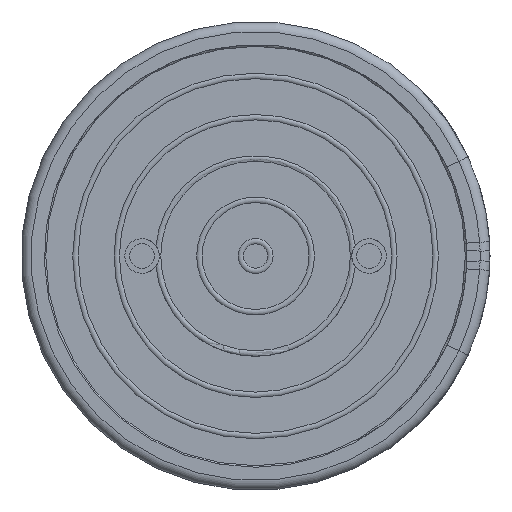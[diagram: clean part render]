
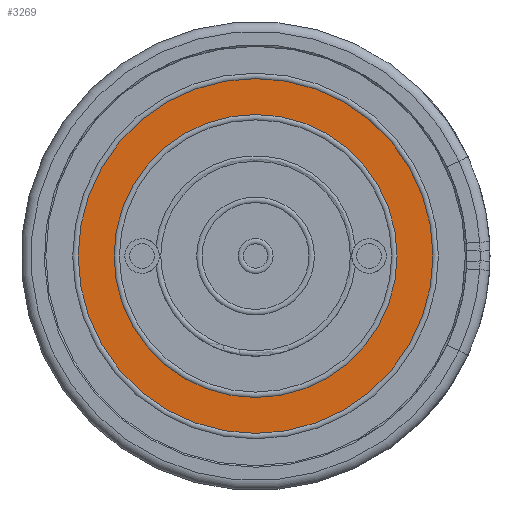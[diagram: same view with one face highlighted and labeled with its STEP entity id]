
A CAD part, front view. The second image highlights one B-rep face of the part: STEP entity #3269.
In plain terms, the highlighted planar face has unit normal (0, -1, 0).
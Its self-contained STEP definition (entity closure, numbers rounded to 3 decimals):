
#42=FACE_BOUND('',#501,.T.);
#232=PLANE('',#3645);
#353=FACE_OUTER_BOUND('',#500,.T.);
#500=EDGE_LOOP('',(#2923,#2924));
#501=EDGE_LOOP('',(#2925,#2926));
#1004=CIRCLE('',#3606,3.595);
#1005=CIRCLE('',#3607,3.595);
#1033=CIRCLE('',#3643,2.868);
#1034=CIRCLE('',#3644,2.868);
#1423=VERTEX_POINT('',#6386);
#1424=VERTEX_POINT('',#6387);
#1449=VERTEX_POINT('',#6454);
#1450=VERTEX_POINT('',#6455);
#1919=EDGE_CURVE('',#1423,#1424,#1004,.T.);
#1920=EDGE_CURVE('',#1424,#1423,#1005,.T.);
#1953=EDGE_CURVE('',#1449,#1450,#1033,.T.);
#1954=EDGE_CURVE('',#1450,#1449,#1034,.T.);
#2923=ORIENTED_EDGE('',*,*,#1919,.T.);
#2924=ORIENTED_EDGE('',*,*,#1920,.T.);
#2925=ORIENTED_EDGE('',*,*,#1953,.T.);
#2926=ORIENTED_EDGE('',*,*,#1954,.T.);
#3269=ADVANCED_FACE('',(#353,#42),#232,.T.);
#3606=AXIS2_PLACEMENT_3D('',#6388,#4397,#4398);
#3607=AXIS2_PLACEMENT_3D('',#6389,#4399,#4400);
#3643=AXIS2_PLACEMENT_3D('',#6456,#4476,#4477);
#3644=AXIS2_PLACEMENT_3D('',#6457,#4478,#4479);
#3645=AXIS2_PLACEMENT_3D('',#6459,#4481,#4482);
#4397=DIRECTION('center_axis',(0.,-1.,0.));
#4398=DIRECTION('ref_axis',(-1.,0.,0.));
#4399=DIRECTION('center_axis',(0.,-1.,0.));
#4400=DIRECTION('ref_axis',(-1.,0.,0.));
#4476=DIRECTION('center_axis',(0.,1.,0.));
#4477=DIRECTION('ref_axis',(-1.,0.,0.));
#4478=DIRECTION('center_axis',(0.,1.,0.));
#4479=DIRECTION('ref_axis',(-1.,0.,0.));
#4481=DIRECTION('center_axis',(0.,-1.,0.));
#4482=DIRECTION('ref_axis',(0.,0.,-1.));
#6386=CARTESIAN_POINT('',(-3.595,0.1,0.));
#6387=CARTESIAN_POINT('',(3.595,0.1,0.));
#6388=CARTESIAN_POINT('Origin',(0.,0.1,0.));
#6389=CARTESIAN_POINT('Origin',(0.,0.1,0.));
#6454=CARTESIAN_POINT('',(-2.868,0.1,0.));
#6455=CARTESIAN_POINT('',(2.868,0.1,0.));
#6456=CARTESIAN_POINT('Origin',(0.,0.1,0.));
#6457=CARTESIAN_POINT('Origin',(0.,0.1,0.));
#6459=CARTESIAN_POINT('Origin',(0.,0.1,0.));
